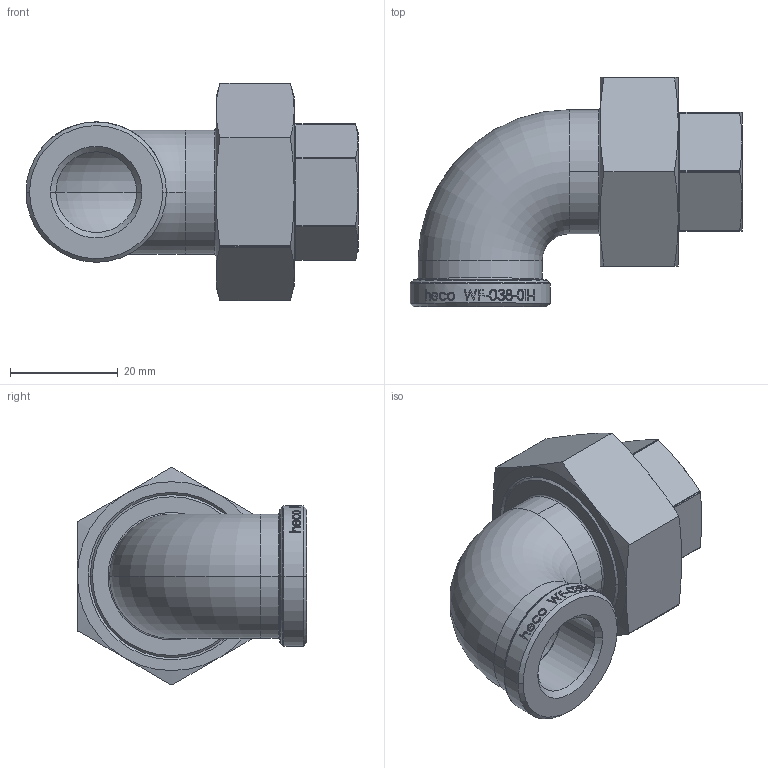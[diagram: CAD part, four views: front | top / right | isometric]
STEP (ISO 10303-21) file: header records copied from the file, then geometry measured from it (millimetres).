
FILE_DESCRIPTION (( 'STEP AP214' ), '1' );
FILE_NAME ('heco_WF-038-0II-I heco.STEP', '2017-09-20T14:04:25', ( '' ), ( '' ), 'SwSTEP 2.0', 'SolidWorks 2016', '' );
FILE_SCHEMA (( 'AUTOMOTIVE_DESIGN' ));
Length unit declared in the file: millimetre
Products named in the file (1): heco_WF-038-0II-I heco
Bounding box: 61.5 x 42.5 x 40.37 mm (x, y, z)
Volume: 21444 mm3; surface area: 11495.8 mm2
Topology: 1 solids, 1 shells, 294 faces, 732 edges, 471 vertices
Faces by surface type: bspline 95, plane 77, cylinder 72, cone 32, torus 18
Entity records: 20684 total; most frequent: CARTESIAN_POINT 12701, ORIENTED_EDGE 1464, DIRECTION 960, EDGE_CURVE 732, VERTEX_POINT 471, AXIS2_PLACEMENT_3D 395, B_SPLINE_CURVE_WITH_KNOTS 331, EDGE_LOOP 327
